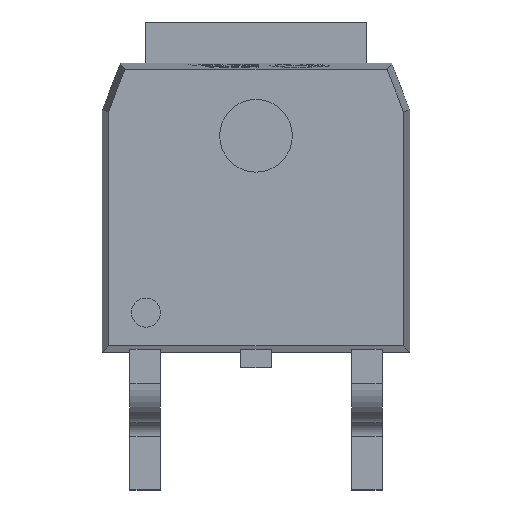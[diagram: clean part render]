
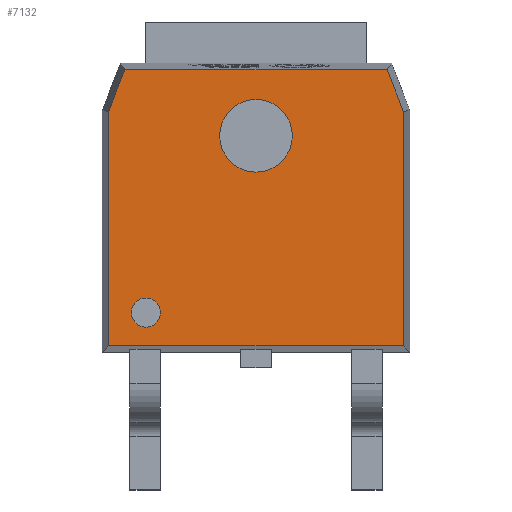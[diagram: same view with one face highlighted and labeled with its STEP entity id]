
A CAD part, top view. The second image highlights one B-rep face of the part: STEP entity #7132.
In plain terms, the highlighted planar face has unit normal (0, 0, 1).
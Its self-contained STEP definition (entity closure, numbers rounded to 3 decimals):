
#52 = EDGE_CURVE ( 'NONE', #5827, #8099, #4881, .T. ) ;
#157 = EDGE_CURVE ( 'NONE', #7299, #4877, #1287, .T. ) ;
#298 = VERTEX_POINT ( 'NONE', #5888 ) ;
#379 = DIRECTION ( 'NONE',  ( 1., 0., 0. ) ) ;
#584 = DIRECTION ( 'NONE',  ( -0.361, 0.933, 0. ) ) ;
#899 = LINE ( 'NONE', #1836, #5947 ) ;
#1183 = VERTEX_POINT ( 'NONE', #7594 ) ;
#1262 = DIRECTION ( 'NONE',  ( -1., 0., 0. ) ) ;
#1287 = CIRCLE ( 'NONE', #9325, 0.75 ) ;
#1514 = DIRECTION ( 'NONE',  ( 1., 0., 0. ) ) ;
#1527 = ORIENTED_EDGE ( 'NONE', *, *, #10632, .T. ) ;
#1662 = AXIS2_PLACEMENT_3D ( 'NONE', #6965, #5828, #1514 ) ;
#1672 = ORIENTED_EDGE ( 'NONE', *, *, #8629, .F. ) ;
#1798 = ORIENTED_EDGE ( 'NONE', *, *, #11048, .T. ) ;
#1836 = CARTESIAN_POINT ( 'NONE',  ( -3.044, 0., 1.5 ) ) ;
#2011 = LINE ( 'NONE', #2088, #8717 ) ;
#2046 = EDGE_CURVE ( 'NONE', #8128, #1183, #2011, .T. ) ;
#2088 = CARTESIAN_POINT ( 'NONE',  ( 3.044, 0., 1.5 ) ) ;
#2162 = VERTEX_POINT ( 'NONE', #4319 ) ;
#2389 = CARTESIAN_POINT ( 'NONE',  ( -2.71, 5.839, 1.5 ) ) ;
#2416 = CARTESIAN_POINT ( 'NONE',  ( 0., 5.839, 1.5 ) ) ;
#2475 = ORIENTED_EDGE ( 'NONE', *, *, #6959, .T. ) ;
#3238 = CARTESIAN_POINT ( 'NONE',  ( 0., 0.131, 1.5 ) ) ;
#3832 = VECTOR ( 'NONE', #1262, 1000. ) ;
#3905 = EDGE_CURVE ( 'NONE', #298, #8128, #14054, .T. ) ;
#3959 = CARTESIAN_POINT ( 'NONE',  ( 2.71, 5.839, 1.5 ) ) ;
#4319 = CARTESIAN_POINT ( 'NONE',  ( -3.044, 4.976, 1.5 ) ) ;
#4348 = EDGE_CURVE ( 'NONE', #8099, #5827, #12966, .T. ) ;
#4877 = VERTEX_POINT ( 'NONE', #12611 ) ;
#4881 = CIRCLE ( 'NONE', #1662, 0.3 ) ;
#5063 = CARTESIAN_POINT ( 'NONE',  ( -2.574, 0.818, 1.5 ) ) ;
#5250 = CARTESIAN_POINT ( 'NONE',  ( 0., 4.47, 1.5 ) ) ;
#5827 = VERTEX_POINT ( 'NONE', #5063 ) ;
#5828 = DIRECTION ( 'NONE',  ( 0., 0., 1. ) ) ;
#5880 = CARTESIAN_POINT ( 'NONE',  ( -2.274, 0.818, 1.5 ) ) ;
#5888 = CARTESIAN_POINT ( 'NONE',  ( -3.044, 0.131, 1.5 ) ) ;
#5947 = VECTOR ( 'NONE', #11695, 1000. ) ;
#6245 = ORIENTED_EDGE ( 'NONE', *, *, #4348, .F. ) ;
#6370 = FACE_BOUND ( 'NONE', #12514, .T. ) ;
#6500 = FACE_OUTER_BOUND ( 'NONE', #11545, .T. ) ;
#6839 = AXIS2_PLACEMENT_3D ( 'NONE', #5880, #8026, #10464 ) ;
#6848 = DIRECTION ( 'NONE',  ( 0., 0., 1. ) ) ;
#6959 = EDGE_CURVE ( 'NONE', #13697, #2162, #12378, .T. ) ;
#6965 = CARTESIAN_POINT ( 'NONE',  ( -2.274, 0.818, 1.5 ) ) ;
#7020 = EDGE_LOOP ( 'NONE', ( #6245, #11897 ) ) ;
#7132 = ADVANCED_FACE ( 'NONE', ( #12851, #6370, #6500 ), #7867, .F. ) ;
#7299 = VERTEX_POINT ( 'NONE', #11368 ) ;
#7594 = CARTESIAN_POINT ( 'NONE',  ( 3.044, 4.976, 1.5 ) ) ;
#7610 = DIRECTION ( 'NONE',  ( 1., 0., 0. ) ) ;
#7867 = PLANE ( 'NONE',  #13093 ) ;
#7944 = AXIS2_PLACEMENT_3D ( 'NONE', #8131, #6848, #379 ) ;
#8026 = DIRECTION ( 'NONE',  ( 0., 0., 1. ) ) ;
#8099 = VERTEX_POINT ( 'NONE', #12870 ) ;
#8128 = VERTEX_POINT ( 'NONE', #10337 ) ;
#8131 = CARTESIAN_POINT ( 'NONE',  ( 0., 4.47, 1.5 ) ) ;
#8140 = VECTOR ( 'NONE', #11523, 1000. ) ;
#8629 = EDGE_CURVE ( 'NONE', #4877, #7299, #9789, .T. ) ;
#8717 = VECTOR ( 'NONE', #13713, 1000. ) ;
#8750 = DIRECTION ( 'NONE',  ( 1., 0., 0. ) ) ;
#8804 = CARTESIAN_POINT ( 'NONE',  ( 0., 0., 1.5 ) ) ;
#9027 = DIRECTION ( 'NONE',  ( -1., 0., 0. ) ) ;
#9106 = ORIENTED_EDGE ( 'NONE', *, *, #2046, .T. ) ;
#9325 = AXIS2_PLACEMENT_3D ( 'NONE', #5250, #9911, #8750 ) ;
#9789 = CIRCLE ( 'NONE', #7944, 0.75 ) ;
#9911 = DIRECTION ( 'NONE',  ( 0., 0., 1. ) ) ;
#10050 = ORIENTED_EDGE ( 'NONE', *, *, #3905, .T. ) ;
#10337 = CARTESIAN_POINT ( 'NONE',  ( 3.044, 0.131, 1.5 ) ) ;
#10418 = CARTESIAN_POINT ( 'NONE',  ( 4.321, 1.671, 1.5 ) ) ;
#10437 = VECTOR ( 'NONE', #584, 1000. ) ;
#10464 = DIRECTION ( 'NONE',  ( 1., 0., 0. ) ) ;
#10632 = EDGE_CURVE ( 'NONE', #1183, #12126, #12515, .T. ) ;
#11048 = EDGE_CURVE ( 'NONE', #12126, #13697, #12203, .T. ) ;
#11200 = VECTOR ( 'NONE', #7610, 1000. ) ;
#11368 = CARTESIAN_POINT ( 'NONE',  ( 0.75, 4.47, 1.5 ) ) ;
#11377 = ORIENTED_EDGE ( 'NONE', *, *, #13977, .T. ) ;
#11461 = CARTESIAN_POINT ( 'NONE',  ( -4.321, 1.671, 1.5 ) ) ;
#11523 = DIRECTION ( 'NONE',  ( -0.361, -0.933, 0. ) ) ;
#11545 = EDGE_LOOP ( 'NONE', ( #2475, #11377, #10050, #9106, #1527, #1798 ) ) ;
#11695 = DIRECTION ( 'NONE',  ( 0., -1., 0. ) ) ;
#11897 = ORIENTED_EDGE ( 'NONE', *, *, #52, .F. ) ;
#12001 = DIRECTION ( 'NONE',  ( 0., 0., -1. ) ) ;
#12126 = VERTEX_POINT ( 'NONE', #3959 ) ;
#12203 = LINE ( 'NONE', #2416, #3832 ) ;
#12378 = LINE ( 'NONE', #11461, #8140 ) ;
#12449 = ORIENTED_EDGE ( 'NONE', *, *, #157, .F. ) ;
#12514 = EDGE_LOOP ( 'NONE', ( #12449, #1672 ) ) ;
#12515 = LINE ( 'NONE', #10418, #10437 ) ;
#12611 = CARTESIAN_POINT ( 'NONE',  ( -0.75, 4.47, 1.5 ) ) ;
#12851 = FACE_BOUND ( 'NONE', #7020, .T. ) ;
#12870 = CARTESIAN_POINT ( 'NONE',  ( -1.974, 0.818, 1.5 ) ) ;
#12966 = CIRCLE ( 'NONE', #6839, 0.3 ) ;
#13093 = AXIS2_PLACEMENT_3D ( 'NONE', #8804, #12001, #9027 ) ;
#13697 = VERTEX_POINT ( 'NONE', #2389 ) ;
#13713 = DIRECTION ( 'NONE',  ( 0., 1., 0. ) ) ;
#13977 = EDGE_CURVE ( 'NONE', #2162, #298, #899, .T. ) ;
#14054 = LINE ( 'NONE', #3238, #11200 ) ;
